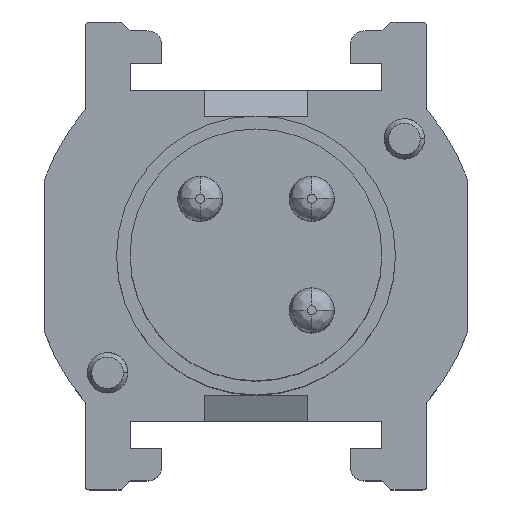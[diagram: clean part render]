
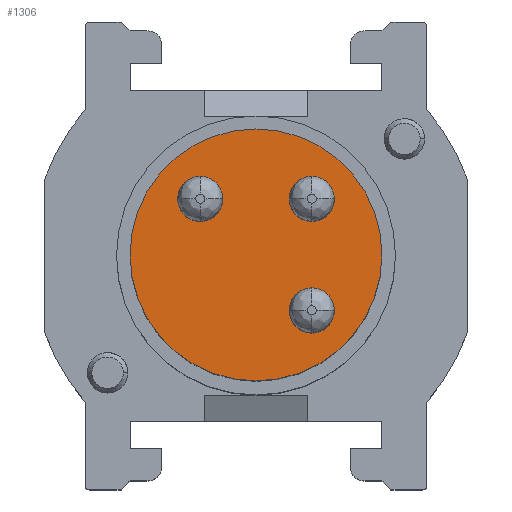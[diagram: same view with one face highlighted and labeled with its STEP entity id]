
A CAD part, top view. The second image highlights one B-rep face of the part: STEP entity #1306.
In plain terms, the highlighted planar face has unit normal (0, 0, 1).
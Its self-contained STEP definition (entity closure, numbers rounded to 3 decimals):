
#1286=AXIS2_PLACEMENT_3D('Plane Axis2P3D',#1283,#1284,#1285) ;
#1290=AXIS2_PLACEMENT_3D('Circle Axis2P3D',#1288,#1289,$) ;
#1299=AXIS2_PLACEMENT_3D('Circle Axis2P3D',#1297,#1298,$) ;
#1283=CARTESIAN_POINT('Axis2P3D Location',(4.7,5.2,19.1)) ;
#1288=CARTESIAN_POINT('Axis2P3D Location',(4.7,5.2,19.1)) ;
#1292=CARTESIAN_POINT('Vertex',(1.9,5.2,19.1)) ;
#1294=CARTESIAN_POINT('Vertex',(7.5,5.2,19.1)) ;
#1297=CARTESIAN_POINT('Axis2P3D Location',(4.7,5.2,19.1)) ;
#1284=DIRECTION('Axis2P3D Direction',(0.,0.,-1.)) ;
#1285=DIRECTION('Axis2P3D XDirection',(-1.,0.,0.)) ;
#1289=DIRECTION('Axis2P3D Direction',(0.,0.,-1.)) ;
#1298=DIRECTION('Axis2P3D Direction',(0.,0.,-1.)) ;
#1303=ORIENTED_EDGE('',*,*,#1296,.F.) ;
#1304=ORIENTED_EDGE('',*,*,#1301,.F.) ;
#1306=ADVANCED_FACE('V1',(#1305),#1287,.F.) ;
#1291=CIRCLE('generated circle',#1290,2.8) ;
#1300=CIRCLE('generated circle',#1299,2.8) ;
#1296=EDGE_CURVE('',#1293,#1295,#1291,.T.) ;
#1301=EDGE_CURVE('',#1295,#1293,#1300,.T.) ;
#1302=EDGE_LOOP('',(#1303,#1304)) ;
#1305=FACE_OUTER_BOUND('',#1302,.T.) ;
#1287=PLANE('',#1286) ;
#1293=VERTEX_POINT('',#1292) ;
#1295=VERTEX_POINT('',#1294) ;
